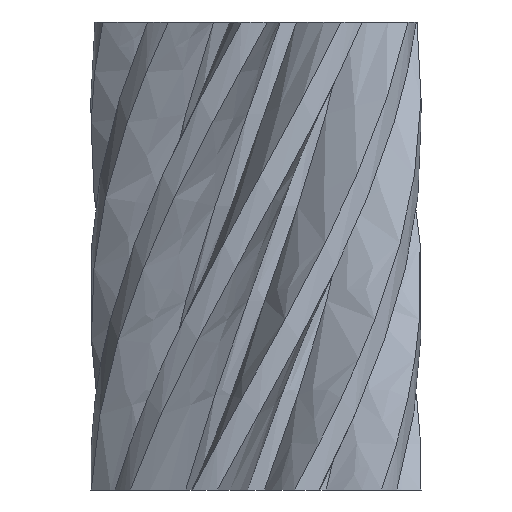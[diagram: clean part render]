
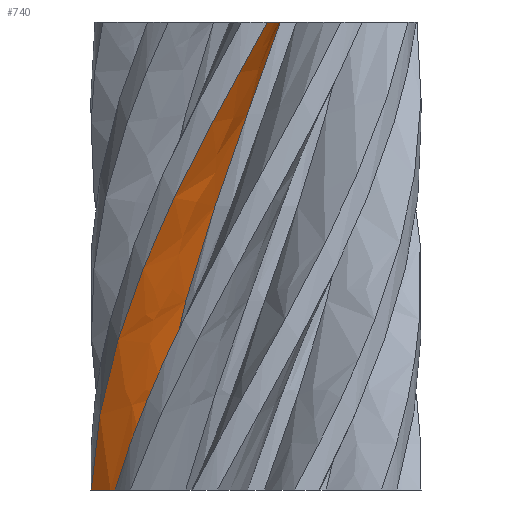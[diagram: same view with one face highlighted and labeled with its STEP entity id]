
A CAD part, left-side view. The second image highlights one B-rep face of the part: STEP entity #740.
In plain terms, the highlighted free-form (B-spline) face has degree [3, 3] with [4, 5] control points.
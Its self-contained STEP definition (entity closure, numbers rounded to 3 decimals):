
#86=FACE_OUTER_BOUND('',#128,.T.);
#128=EDGE_LOOP('',(#623,#624,#625,#626));
#221=B_SPLINE_CURVE_WITH_KNOTS('',3,(#1936,#1937,#1938,#1939),
 .UNSPECIFIED.,.F.,.F.,(4,4),(0.,0.157),.UNSPECIFIED.);
#224=B_SPLINE_CURVE_WITH_KNOTS('',3,(#1956,#1957,#1958,#1959,#1960,#1961,
#1962),.UNSPECIFIED.,.F.,.F.,(4,3,4),(0.,0.976,1.56),
 .UNSPECIFIED.);
#225=B_SPLINE_CURVE_WITH_KNOTS('',3,(#2000,#2001,#2002,#2003,#2004),
 .UNSPECIFIED.,.F.,.F.,(4,1,4),(0.,0.669,1.56),
 .UNSPECIFIED.);
#230=B_SPLINE_CURVE_WITH_KNOTS('',3,(#2067,#2068,#2069,#2070),
 .UNSPECIFIED.,.F.,.F.,(4,4),(0.,0.444),
 .UNSPECIFIED.);
#303=VERTEX_POINT('',#1933);
#304=VERTEX_POINT('',#1935);
#307=VERTEX_POINT('',#1954);
#308=VERTEX_POINT('',#1999);
#410=EDGE_CURVE('',#303,#304,#221,.T.);
#415=EDGE_CURVE('',#307,#303,#224,.T.);
#424=EDGE_CURVE('',#308,#304,#225,.T.);
#429=EDGE_CURVE('',#308,#307,#230,.T.);
#623=ORIENTED_EDGE('',*,*,#410,.F.);
#624=ORIENTED_EDGE('',*,*,#415,.F.);
#625=ORIENTED_EDGE('',*,*,#429,.F.);
#626=ORIENTED_EDGE('',*,*,#424,.T.);
#700=B_SPLINE_SURFACE_WITH_KNOTS('',3,3,((#2047,#2048,#2049,#2050,#2051),
(#2052,#2053,#2054,#2055,#2056),(#2057,#2058,#2059,#2060,#2061),(#2062,
#2063,#2064,#2065,#2066)),.UNSPECIFIED.,.F.,.F.,.F.,(4,4),(4,1,4),(0.,
0.444),(0.,0.669,1.56),
 .UNSPECIFIED.);
#740=ADVANCED_FACE('',(#86),#700,.F.);
#1933=CARTESIAN_POINT('',(-4.226,-0.289,12.));
#1935=CARTESIAN_POINT('',(-2.703,-0.619,12.));
#1936=CARTESIAN_POINT('Ctrl Pts',(-4.226,-0.289,
12.));
#1937=CARTESIAN_POINT('Ctrl Pts',(-3.751,-0.51,
12.));
#1938=CARTESIAN_POINT('Ctrl Pts',(-3.227,-0.624,
12.));
#1939=CARTESIAN_POINT('Ctrl Pts',(-2.703,-0.619,
12.));
#1954=CARTESIAN_POINT('',(-0.332,4.223,0.));
#1956=CARTESIAN_POINT('Ctrl Pts',(-0.332,4.223,0.));
#1957=CARTESIAN_POINT('Ctrl Pts',(-1.706,4.115,2.502));
#1958=CARTESIAN_POINT('Ctrl Pts',(-3.004,3.289,5.004));
#1959=CARTESIAN_POINT('Ctrl Pts',(-3.684,2.091,7.506));
#1960=CARTESIAN_POINT('Ctrl Pts',(-4.091,1.373,9.004));
#1961=CARTESIAN_POINT('Ctrl Pts',(-4.282,0.534,10.502));
#1962=CARTESIAN_POINT('Ctrl Pts',(-4.226,-0.289,
12.));
#1999=CARTESIAN_POINT('',(-0.647,2.697,0.));
#2000=CARTESIAN_POINT('Ctrl Pts',(-0.647,2.697,0.));
#2001=CARTESIAN_POINT('Ctrl Pts',(-1.249,2.553,1.714));
#2002=CARTESIAN_POINT('Ctrl Pts',(-2.538,1.73,5.714));
#2003=CARTESIAN_POINT('Ctrl Pts',(-2.888,0.184,9.714));
#2004=CARTESIAN_POINT('Ctrl Pts',(-2.703,-0.619,
12.));
#2047=CARTESIAN_POINT('Ctrl Pts',(-0.647,2.697,0.));
#2048=CARTESIAN_POINT('Ctrl Pts',(-1.249,2.553,1.714));
#2049=CARTESIAN_POINT('Ctrl Pts',(-2.538,1.73,5.714));
#2050=CARTESIAN_POINT('Ctrl Pts',(-2.888,0.184,9.714));
#2051=CARTESIAN_POINT('Ctrl Pts',(-2.703,-0.619,
12.));
#2052=CARTESIAN_POINT('Ctrl Pts',(-0.657,3.22,0.));
#2053=CARTESIAN_POINT('Ctrl Pts',(-1.375,3.074,1.714));
#2054=CARTESIAN_POINT('Ctrl Pts',(-2.936,2.152,5.714));
#2055=CARTESIAN_POINT('Ctrl Pts',(-3.413,0.336,9.714));
#2056=CARTESIAN_POINT('Ctrl Pts',(-3.227,-0.624,12.));
#2057=CARTESIAN_POINT('Ctrl Pts',(-0.549,3.746,0.));
#2058=CARTESIAN_POINT('Ctrl Pts',(-1.384,3.624,1.714));
#2059=CARTESIAN_POINT('Ctrl Pts',(-3.238,2.664,5.714));
#2060=CARTESIAN_POINT('Ctrl Pts',(-3.903,0.605,9.714));
#2061=CARTESIAN_POINT('Ctrl Pts',(-3.751,-0.51,
12.));
#2062=CARTESIAN_POINT('Ctrl Pts',(-0.332,4.223,0.));
#2063=CARTESIAN_POINT('Ctrl Pts',(-1.274,4.149,1.714));
#2064=CARTESIAN_POINT('Ctrl Pts',(-3.416,3.216,5.714));
#2065=CARTESIAN_POINT('Ctrl Pts',(-4.312,0.968,9.714));
#2066=CARTESIAN_POINT('Ctrl Pts',(-4.226,-0.289,
12.));
#2067=CARTESIAN_POINT('Ctrl Pts',(-0.647,2.697,0.));
#2068=CARTESIAN_POINT('Ctrl Pts',(-0.657,3.22,0.));
#2069=CARTESIAN_POINT('Ctrl Pts',(-0.549,3.746,0.));
#2070=CARTESIAN_POINT('Ctrl Pts',(-0.332,4.223,0.));
